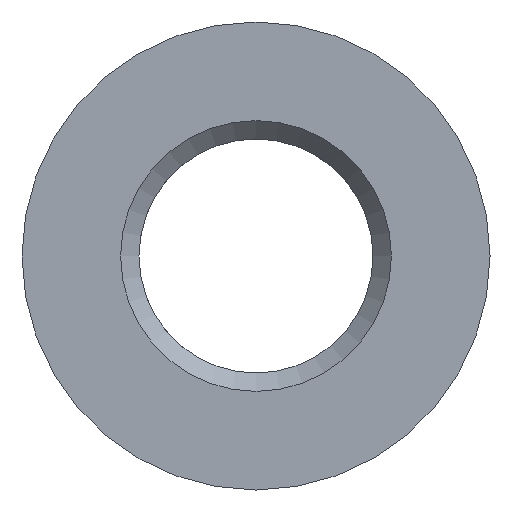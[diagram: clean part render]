
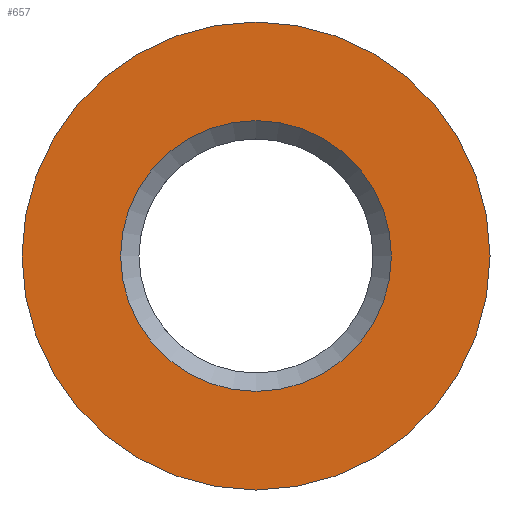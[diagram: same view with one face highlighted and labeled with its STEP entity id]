
A CAD part, front view. The second image highlights one B-rep face of the part: STEP entity #657.
In plain terms, the highlighted planar face has unit normal (0, -1, 0).
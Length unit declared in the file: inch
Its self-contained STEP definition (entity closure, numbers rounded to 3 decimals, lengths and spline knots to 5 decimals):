
#42=FACE_BOUND('',#120,.T.);
#52=PLANE('',#736);
#79=FACE_OUTER_BOUND('',#119,.T.);
#119=EDGE_LOOP('',(#539));
#120=EDGE_LOOP('',(#540));
#263=CIRCLE('',#734,0.14469);
#264=CIRCLE('',#737,0.25);
#314=VERTEX_POINT('',#1210);
#329=VERTEX_POINT('',#1391);
#394=EDGE_CURVE('',#314,#314,#263,.T.);
#411=EDGE_CURVE('',#329,#329,#264,.T.);
#539=ORIENTED_EDGE('',*,*,#411,.T.);
#540=ORIENTED_EDGE('',*,*,#394,.F.);
#657=ADVANCED_FACE('',(#79,#42),#52,.F.);
#734=AXIS2_PLACEMENT_3D('',#1212,#864,#865);
#736=AXIS2_PLACEMENT_3D('',#1390,#874,#875);
#737=AXIS2_PLACEMENT_3D('',#1392,#876,#877);
#864=DIRECTION('center_axis',(0.,-1.,0.));
#865=DIRECTION('ref_axis',(1.,0.,0.));
#874=DIRECTION('center_axis',(0.,1.,0.));
#875=DIRECTION('ref_axis',(0.,0.,1.));
#876=DIRECTION('center_axis',(0.,-1.,0.));
#877=DIRECTION('ref_axis',(1.,0.,0.));
#1210=CARTESIAN_POINT('',(-0.14469,0.,0.));
#1212=CARTESIAN_POINT('Origin',(0.,0.,0.));
#1390=CARTESIAN_POINT('Origin',(0.,0.,0.));
#1391=CARTESIAN_POINT('',(-0.25,0.,0.));
#1392=CARTESIAN_POINT('Origin',(0.,0.,0.));
